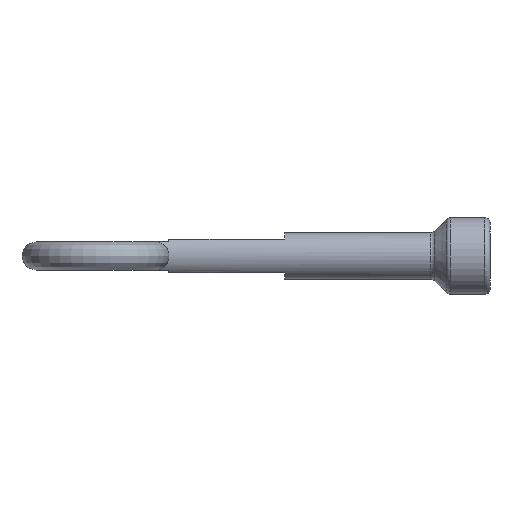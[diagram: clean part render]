
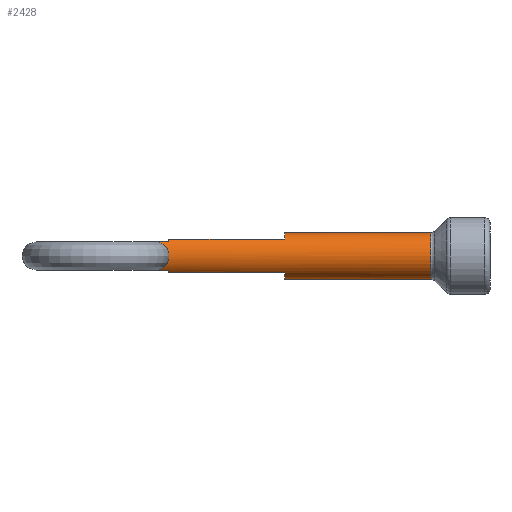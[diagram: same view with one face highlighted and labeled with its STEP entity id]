
A CAD part, left-side view. The second image highlights one B-rep face of the part: STEP entity #2428.
In plain terms, the highlighted cylindrical face has radius 4.522 mm (diameter 9.045 mm), a partial arc.
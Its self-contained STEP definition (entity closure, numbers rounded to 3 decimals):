
#75 = VECTOR ( 'NONE', #6428, 1000. ) ;
#140 = ORIENTED_EDGE ( 'NONE', *, *, #5744, .T. ) ;
#239 = VERTEX_POINT ( 'NONE', #5603 ) ;
#272 = AXIS2_PLACEMENT_3D ( 'NONE', #6049, #3585, #1746 ) ;
#352 = VERTEX_POINT ( 'NONE', #2197 ) ;
#383 = CARTESIAN_POINT ( 'NONE',  ( -164.548, -5.874, 80.121 ) ) ;
#424 = DIRECTION ( 'NONE',  ( 0., 1., 0. ) ) ;
#491 = VERTEX_POINT ( 'NONE', #5858 ) ;
#507 = CARTESIAN_POINT ( 'NONE',  ( -164.055, -4.956, 77.664 ) ) ;
#516 = DIRECTION ( 'NONE',  ( 0., 1., 0. ) ) ;
#586 = CARTESIAN_POINT ( 'NONE',  ( -160.038, -5.843, 79.746 ) ) ;
#664 = CARTESIAN_POINT ( 'NONE',  ( -160.038, -28.254, 75.223 ) ) ;
#693 = AXIS2_PLACEMENT_3D ( 'NONE', #3145, #4113, #4214 ) ;
#715 = CARTESIAN_POINT ( 'NONE',  ( -163.166, -5.843, 83.012 ) ) ;
#773 = AXIS2_PLACEMENT_3D ( 'NONE', #5503, #3046, #5019 ) ;
#775 = ORIENTED_EDGE ( 'NONE', *, *, #5711, .F. ) ;
#1048 = ORIENTED_EDGE ( 'NONE', *, *, #1111, .T. ) ;
#1075 = DIRECTION ( 'NONE',  ( 0., 1., 0. ) ) ;
#1111 = EDGE_CURVE ( 'NONE', #1348, #5862, #1609, .T. ) ;
#1112 = CARTESIAN_POINT ( 'NONE',  ( -160.038, -56.496, 84.268 ) ) ;
#1199 = CARTESIAN_POINT ( 'NONE',  ( -160.038, -37.802, 84.268 ) ) ;
#1216 = VECTOR ( 'NONE', #1075, 1000. ) ;
#1259 = CARTESIAN_POINT ( 'NONE',  ( -160.038, -28.254, 84.268 ) ) ;
#1303 = CIRCLE ( 'NONE', #2888, 4.522 ) ;
#1348 = VERTEX_POINT ( 'NONE', #3836 ) ;
#1359 = CARTESIAN_POINT ( 'NONE',  ( -164.34, -5.518, 81.148 ) ) ;
#1401 = CIRCLE ( 'NONE', #272, 4.522 ) ;
#1485 = CARTESIAN_POINT ( 'NONE',  ( -164.349, -5.534, 78.336 ) ) ;
#1553 = ORIENTED_EDGE ( 'NONE', *, *, #4124, .F. ) ;
#1555 = CARTESIAN_POINT ( 'NONE',  ( -163.728, -4.039, 77.13 ) ) ;
#1609 = LINE ( 'NONE', #4099, #1216 ) ;
#1746 = DIRECTION ( 'NONE',  ( 0., 0., 1. ) ) ;
#1854 = CARTESIAN_POINT ( 'NONE',  ( -163.727, -4.037, 82.362 ) ) ;
#2009 = CARTESIAN_POINT ( 'NONE',  ( -164.505, -5.801, 79.016 ) ) ;
#2064 = B_SPLINE_CURVE_WITH_KNOTS ( 'NONE', 3,
 ( #4316, #6290, #3826, #3337, #1854, #2914, #3861, #5370, #5834, #1359, #4894, #2877, #4869, #383, #2375, #4382, #6355, #2009, #5958, #1485, #5084, #507, #2086, #4053, #3043, #1555, #5047, #2500, #4535, #4505 ),
 .UNSPECIFIED., .F., .F.,
 ( 4, 2, 2, 2, 2, 2, 2, 2, 2, 2, 2, 2, 2, 2, 4 ),
 ( 0., 0.001, 0.001, 0.002, 0.003, 0.003, 0.004, 0.004, 0.005, 0.006, 0.007, 0.007, 0.008, 0.008, 0.009 ),
 .UNSPECIFIED. ) ;
#2086 = CARTESIAN_POINT ( 'NONE',  ( -163.994, -4.818, 77.551 ) ) ;
#2178 = CARTESIAN_POINT ( 'NONE',  ( -160.038, -28.254, 79.746 ) ) ;
#2197 = CARTESIAN_POINT ( 'NONE',  ( -163.618, -3.129, 76.982 ) ) ;
#2298 = LINE ( 'NONE', #3929, #75 ) ;
#2342 = CARTESIAN_POINT ( 'NONE',  ( -163.618, -5.843, 76.982 ) ) ;
#2351 = AXIS2_PLACEMENT_3D ( 'NONE', #2389, #424, #5911 ) ;
#2356 = EDGE_CURVE ( 'NONE', #239, #352, #2064, .T. ) ;
#2375 = CARTESIAN_POINT ( 'NONE',  ( -164.56, -5.893, 79.937 ) ) ;
#2389 = CARTESIAN_POINT ( 'NONE',  ( -160.038, -56.496, 79.746 ) ) ;
#2428 = ADVANCED_FACE ( 'NONE', ( #5240 ), #5610, .T. ) ;
#2500 = CARTESIAN_POINT ( 'NONE',  ( -163.632, -3.502, 77.001 ) ) ;
#2680 = VECTOR ( 'NONE', #3137, 1000. ) ;
#2684 = EDGE_CURVE ( 'NONE', #4520, #352, #2700, .T. ) ;
#2700 = LINE ( 'NONE', #3197, #2680 ) ;
#2842 = EDGE_CURVE ( 'NONE', #4158, #4887, #2298, .T. ) ;
#2875 = EDGE_CURVE ( 'NONE', #491, #239, #3152, .T. ) ;
#2877 = CARTESIAN_POINT ( 'NONE',  ( -164.47, -5.744, 80.659 ) ) ;
#2888 = AXIS2_PLACEMENT_3D ( 'NONE', #2178, #4174, #3348 ) ;
#2914 = CARTESIAN_POINT ( 'NONE',  ( -163.87, -4.533, 82.153 ) ) ;
#2933 = CARTESIAN_POINT ( 'NONE',  ( -160.038, -56.496, 75.223 ) ) ;
#2982 = AXIS2_PLACEMENT_3D ( 'NONE', #586, #3215, #3567 ) ;
#3021 = VECTOR ( 'NONE', #5070, 1000. ) ;
#3043 = CARTESIAN_POINT ( 'NONE',  ( -163.823, -4.369, 77.269 ) ) ;
#3046 = DIRECTION ( 'NONE',  ( 0., 1., 0. ) ) ;
#3109 = VECTOR ( 'NONE', #516, 1000. ) ;
#3137 = DIRECTION ( 'NONE',  ( 0., 1., 0. ) ) ;
#3145 = CARTESIAN_POINT ( 'NONE',  ( -160.038, -37.802, 79.746 ) ) ;
#3152 = LINE ( 'NONE', #4996, #3109 ) ;
#3197 = CARTESIAN_POINT ( 'NONE',  ( -163.618, -37.802, 76.982 ) ) ;
#3215 = DIRECTION ( 'NONE',  ( 0., 1., 0. ) ) ;
#3217 = ORIENTED_EDGE ( 'NONE', *, *, #2842, .F. ) ;
#3337 = CARTESIAN_POINT ( 'NONE',  ( -163.687, -3.86, 82.417 ) ) ;
#3348 = DIRECTION ( 'NONE',  ( 0., 0., 1. ) ) ;
#3455 = VERTEX_POINT ( 'NONE', #2933 ) ;
#3517 = ORIENTED_EDGE ( 'NONE', *, *, #2356, .T. ) ;
#3525 = EDGE_CURVE ( 'NONE', #3455, #3713, #5557, .T. ) ;
#3561 = VERTEX_POINT ( 'NONE', #1112 ) ;
#3567 = DIRECTION ( 'NONE',  ( 0., 0., -1. ) ) ;
#3585 = DIRECTION ( 'NONE',  ( 0., -1., 0. ) ) ;
#3695 = CARTESIAN_POINT ( 'NONE',  ( -163.166, -28.254, 76.479 ) ) ;
#3713 = VERTEX_POINT ( 'NONE', #664 ) ;
#3725 = VECTOR ( 'NONE', #5617, 1000. ) ;
#3803 = EDGE_CURVE ( 'NONE', #4887, #4520, #4333, .T. ) ;
#3826 = CARTESIAN_POINT ( 'NONE',  ( -163.632, -3.501, 82.491 ) ) ;
#3836 = CARTESIAN_POINT ( 'NONE',  ( -163.166, -28.254, 83.012 ) ) ;
#3861 = CARTESIAN_POINT ( 'NONE',  ( -163.995, -4.831, 81.952 ) ) ;
#3929 = CARTESIAN_POINT ( 'NONE',  ( -163.166, -37.802, 76.479 ) ) ;
#4053 = CARTESIAN_POINT ( 'NONE',  ( -163.877, -4.524, 77.353 ) ) ;
#4085 = ORIENTED_EDGE ( 'NONE', *, *, #5824, .T. ) ;
#4099 = CARTESIAN_POINT ( 'NONE',  ( -163.166, -37.802, 83.012 ) ) ;
#4103 = ORIENTED_EDGE ( 'NONE', *, *, #3525, .F. ) ;
#4113 = DIRECTION ( 'NONE',  ( 0., 1., 0. ) ) ;
#4124 = EDGE_CURVE ( 'NONE', #3713, #4158, #6201, .T. ) ;
#4158 = VERTEX_POINT ( 'NONE', #3695 ) ;
#4174 = DIRECTION ( 'NONE',  ( 0., 1., 0. ) ) ;
#4212 = VERTEX_POINT ( 'NONE', #1259 ) ;
#4214 = DIRECTION ( 'NONE',  ( 0., 0., 1. ) ) ;
#4223 = CARTESIAN_POINT ( 'NONE',  ( -163.166, -5.843, 76.479 ) ) ;
#4316 = CARTESIAN_POINT ( 'NONE',  ( -163.618, -3.129, 82.509 ) ) ;
#4333 = CIRCLE ( 'NONE', #2982, 4.522 ) ;
#4382 = CARTESIAN_POINT ( 'NONE',  ( -164.56, -5.893, 79.564 ) ) ;
#4505 = CARTESIAN_POINT ( 'NONE',  ( -163.618, -3.129, 76.982 ) ) ;
#4512 = EDGE_LOOP ( 'NONE', ( #4103, #140, #4085, #775, #1048, #5344, #6369, #3517, #5312, #6110, #3217, #1553 ) ) ;
#4520 = VERTEX_POINT ( 'NONE', #2342 ) ;
#4535 = CARTESIAN_POINT ( 'NONE',  ( -163.618, -3.318, 76.982 ) ) ;
#4869 = CARTESIAN_POINT ( 'NONE',  ( -164.504, -5.8, 80.481 ) ) ;
#4887 = VERTEX_POINT ( 'NONE', #4223 ) ;
#4894 = CARTESIAN_POINT ( 'NONE',  ( -164.389, -5.603, 80.991 ) ) ;
#4996 = CARTESIAN_POINT ( 'NONE',  ( -163.618, -37.802, 82.509 ) ) ;
#5019 = DIRECTION ( 'NONE',  ( 0., 0., 1. ) ) ;
#5047 = CARTESIAN_POINT ( 'NONE',  ( -163.687, -3.862, 77.075 ) ) ;
#5070 = DIRECTION ( 'NONE',  ( 0., 1., 0. ) ) ;
#5084 = CARTESIAN_POINT ( 'NONE',  ( -164.234, -5.329, 78.036 ) ) ;
#5103 = CARTESIAN_POINT ( 'NONE',  ( -160.038, -37.802, 75.223 ) ) ;
#5240 = FACE_OUTER_BOUND ( 'NONE', #4512, .T. ) ;
#5256 = EDGE_CURVE ( 'NONE', #5862, #491, #1401, .T. ) ;
#5312 = ORIENTED_EDGE ( 'NONE', *, *, #2684, .F. ) ;
#5344 = ORIENTED_EDGE ( 'NONE', *, *, #5256, .T. ) ;
#5366 = CIRCLE ( 'NONE', #2351, 4.522 ) ;
#5370 = CARTESIAN_POINT ( 'NONE',  ( -164.174, -5.204, 81.58 ) ) ;
#5503 = CARTESIAN_POINT ( 'NONE',  ( -160.038, -28.254, 79.746 ) ) ;
#5557 = LINE ( 'NONE', #5103, #3021 ) ;
#5603 = CARTESIAN_POINT ( 'NONE',  ( -163.618, -3.129, 82.509 ) ) ;
#5610 = CYLINDRICAL_SURFACE ( 'NONE', #693, 4.522 ) ;
#5617 = DIRECTION ( 'NONE',  ( 0., 1., 0. ) ) ;
#5711 = EDGE_CURVE ( 'NONE', #1348, #4212, #1303, .T. ) ;
#5744 = EDGE_CURVE ( 'NONE', #3455, #3561, #5366, .T. ) ;
#5824 = EDGE_CURVE ( 'NONE', #3561, #4212, #6096, .T. ) ;
#5834 = CARTESIAN_POINT ( 'NONE',  ( -164.233, -5.319, 81.442 ) ) ;
#5858 = CARTESIAN_POINT ( 'NONE',  ( -163.618, -5.843, 82.509 ) ) ;
#5862 = VERTEX_POINT ( 'NONE', #715 ) ;
#5911 = DIRECTION ( 'NONE',  ( 0., 0., 1. ) ) ;
#5958 = CARTESIAN_POINT ( 'NONE',  ( -164.472, -5.746, 78.838 ) ) ;
#6049 = CARTESIAN_POINT ( 'NONE',  ( -160.038, -5.843, 79.746 ) ) ;
#6096 = LINE ( 'NONE', #1199, #3725 ) ;
#6110 = ORIENTED_EDGE ( 'NONE', *, *, #3803, .F. ) ;
#6201 = CIRCLE ( 'NONE', #773, 4.522 ) ;
#6290 = CARTESIAN_POINT ( 'NONE',  ( -163.618, -3.317, 82.509 ) ) ;
#6355 = CARTESIAN_POINT ( 'NONE',  ( -164.549, -5.875, 79.377 ) ) ;
#6369 = ORIENTED_EDGE ( 'NONE', *, *, #2875, .T. ) ;
#6428 = DIRECTION ( 'NONE',  ( 0., 1., 0. ) ) ;
